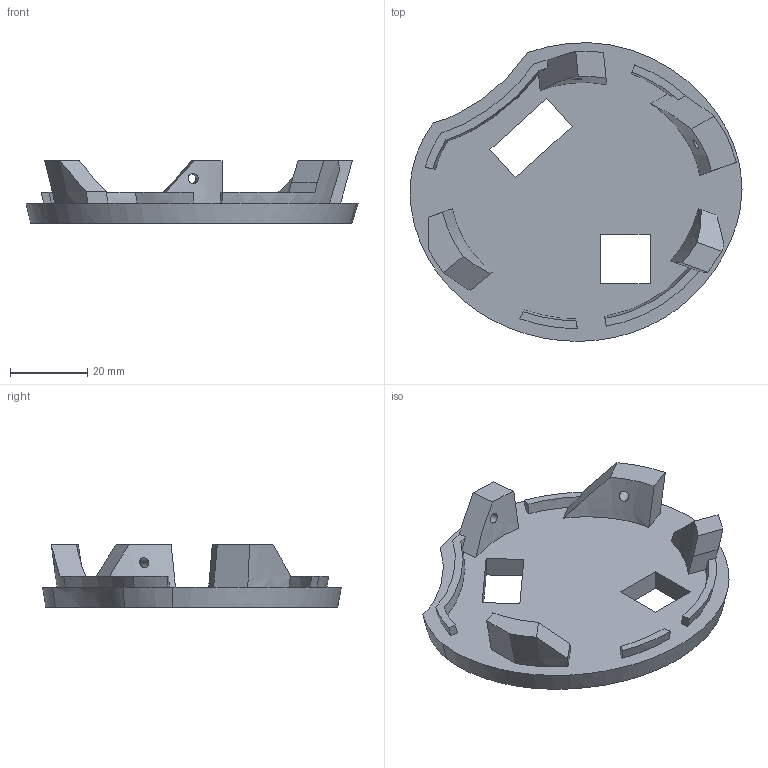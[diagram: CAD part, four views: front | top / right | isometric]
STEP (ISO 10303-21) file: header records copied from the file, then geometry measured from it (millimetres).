
FILE_DESCRIPTION (( 'STEP AP203' ), '1' );
FILE_NAME ('Forearm_R_robcap3V1.stp', '2013-11-14T18:03:58', ( 'SWEET' ), ( '' ), 'Anar', 'Spacymen', '' );
FILE_SCHEMA (( 'CONFIG_CONTROL_DESIGN' ));
Length unit declared in the file: millimetre
Products named in the file (1): Forearm (right)_robcap3V1
Bounding box: 86.06 x 77.42 x 16.25 mm (x, y, z)
Volume: 28694.9 mm3; surface area: 13503.4 mm2
Topology: 1 solids, 1 shells, 61 faces, 162 edges, 108 vertices
Faces by surface type: plane 34, bspline 23, cylinder 4
Entity records: 5579 total; most frequent: CARTESIAN_POINT 4225, ORIENTED_EDGE 324, EDGE_CURVE 162, DIRECTION 143, VERTEX_POINT 108, B_SPLINE_CURVE_WITH_KNOTS 97, EDGE_LOOP 74, VECTOR 65
